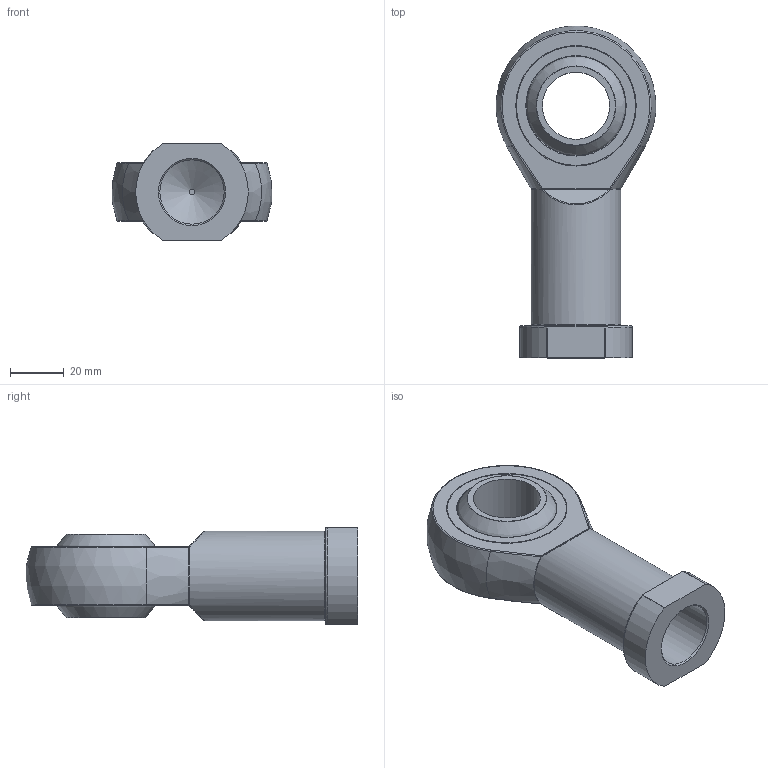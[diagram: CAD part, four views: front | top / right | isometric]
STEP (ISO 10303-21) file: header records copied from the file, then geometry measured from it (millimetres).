
FILE_DESCRIPTION (( 'STEP AP214' ), '1' );
FILE_NAME ('73.01.02.0016L.step', '2021-04-07T12:37:36', ( '' ), ( '' ), 'SwSTEP 2.0', 'SolidWorks 2021', '' );
FILE_SCHEMA (( 'AUTOMOTIVE_DESIGN' ));
Length unit declared in the file: millimetre
Products named in the file (1): 73.01.02.0016L
Bounding box: 59.53 x 123.78 x 36 mm (x, y, z)
Volume: 95196.6 mm3; surface area: 34643.2 mm2
Topology: 3 solids, 3 shells, 76 faces, 172 edges, 100 vertices
Faces by surface type: bspline 26, cylinder 15, plane 13, torus 11, cone 8, sphere 3
Full cylindrical faces by diameter (mm): 24 x1, 25 x1, 33.5 x1, 44.85 x2
Entity records: 2652 total; most frequent: CARTESIAN_POINT 1197, ORIENTED_EDGE 284, DIRECTION 264, EDGE_CURVE 142, AXIS2_PLACEMENT_3D 123, EDGE_LOOP 102, VERTEX_POINT 92, FACE_OUTER_BOUND 84
